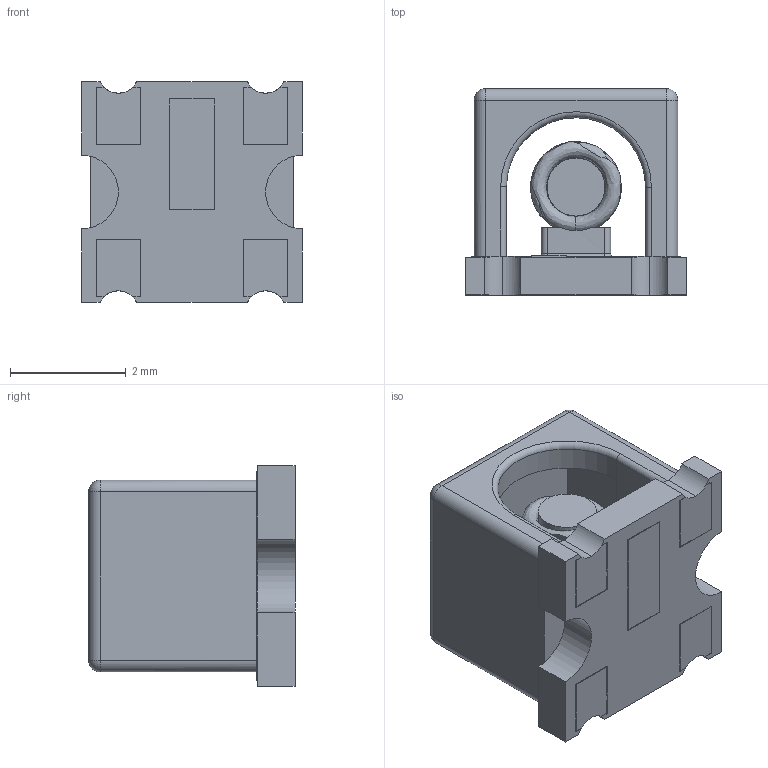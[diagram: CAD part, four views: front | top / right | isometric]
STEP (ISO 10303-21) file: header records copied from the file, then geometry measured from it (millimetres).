
FILE_DESCRIPTION (( 'STEP AP214' ), '1' );
FILE_NAME ('GU1414_STEP.STEP', '2024-12-06T09:17:49', ( '' ), ( '' ), 'SwSTEP 2.0', 'SolidWorks 2023', '' );
FILE_SCHEMA (( 'AUTOMOTIVE_DESIGN' ));
Length unit declared in the file: millimetre
Products named in the file (1): GU1414_STEP
Bounding box: 3.81 x 3.56 x 3.81 mm (x, y, z)
Volume: 27.6 mm3; surface area: 136.3 mm2
Topology: 2 solids, 2 shells, 258 faces, 730 edges, 469 vertices
Faces by surface type: plane 176, cylinder 54, bspline 18, torus 6, sphere 4
Entity records: 10324 total; most frequent: CARTESIAN_POINT 3680, ORIENTED_EDGE 1452, DIRECTION 1265, EDGE_CURVE 726, VECTOR 535, LINE 535, VERTEX_POINT 469, AXIS2_PLACEMENT_3D 365
